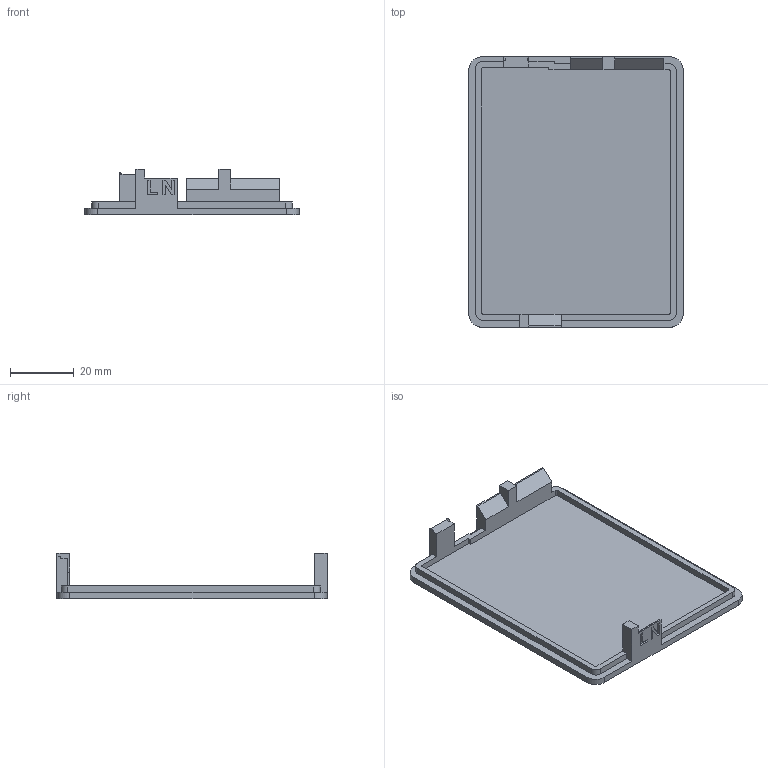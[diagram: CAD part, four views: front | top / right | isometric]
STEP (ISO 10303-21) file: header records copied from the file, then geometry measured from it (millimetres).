
FILE_DESCRIPTION(/* description */ (''),/* implementation_level */ '2;1');
FILE_NAME(/* name */ 'Controller_Lid.step',/* time_stamp */ '2023-11-19T10:46:44+02:00',/* author */ (''),/* organization */ (''),/* preprocessor_version */ 'ST-DEVELOPER v20',/* originating_system */ 'Autodesk Translation Framework v12.14.0.127',/* authorisation */ '');
FILE_SCHEMA (('AUTOMOTIVE_DESIGN { 1 0 10303 214 3 1 1 }'));
Length unit declared in the file: millimetre
Products named in the file (2): Park_assist; Controller
Assembly tree (1 placements, depth 2):
  Park_assist
    Controller
Bounding box: 67 x 84.5 x 14.25 mm (x, y, z)
Volume: 13809.1 mm3; surface area: 14048.3 mm2
Topology: 1 solids, 1 shells, 216 faces, 612 edges, 408 vertices
Faces by surface type: plane 112, bspline 90, cylinder 14
Entity records: 7847 total; most frequent: CARTESIAN_POINT 2769, ORIENTED_EDGE 1224, DIRECTION 718, EDGE_CURVE 612, VERTEX_POINT 408, LINE 404, VECTOR 404, EDGE_LOOP 226
